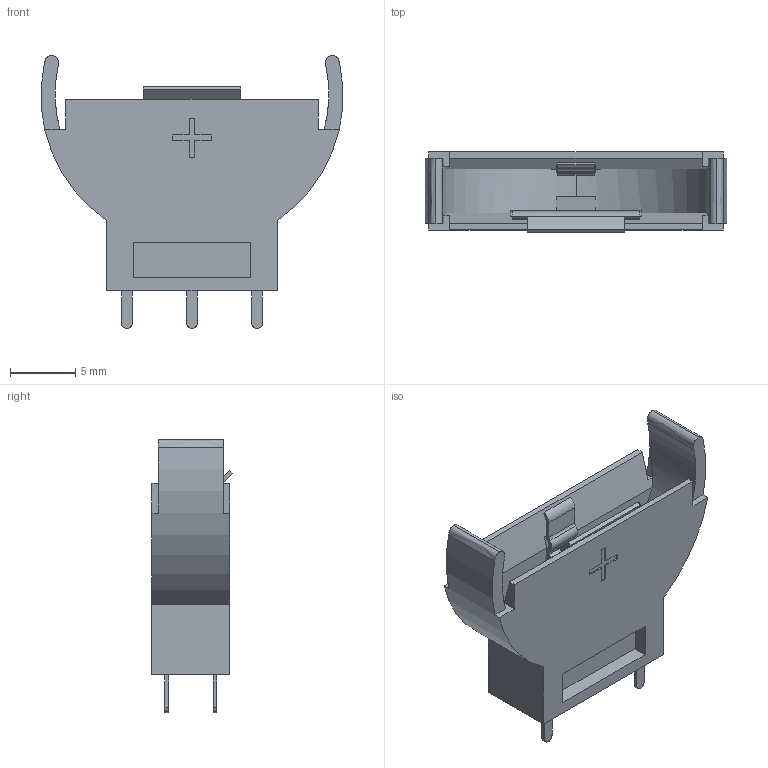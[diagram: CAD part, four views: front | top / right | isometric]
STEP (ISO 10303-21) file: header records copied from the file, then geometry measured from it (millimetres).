
FILE_DESCRIPTION (( 'STEP AP214' ), '1' );
FILE_NAME ('BAT-TH_CR2032-BS-5-1.step', '2022-09-19T03:24:51', ( '' ), ( '' ), 'SwSTEP 2.0', 'SolidWorks 2020', '' );
FILE_SCHEMA (( 'AUTOMOTIVE_DESIGN' ));
Length unit declared in the file: millimetre
Products named in the file (1): BAT-TH_CR2032-BS-5-1
Bounding box: 23.14 x 6.17 x 20.99 mm (x, y, z)
Volume: 932.2 mm3; surface area: 1856.3 mm2
Topology: 1 solids, 1 shells, 375 faces, 1008 edges, 660 vertices
Faces by surface type: plane 245, bspline 102, cylinder 28
Entity records: 16439 total; most frequent: CARTESIAN_POINT 3572, ORIENTED_EDGE 2016, DIRECTION 1398, EDGE_CURVE 1008, LINE 722, VECTOR 722, VERTEX_POINT 660, EDGE_LOOP 406
